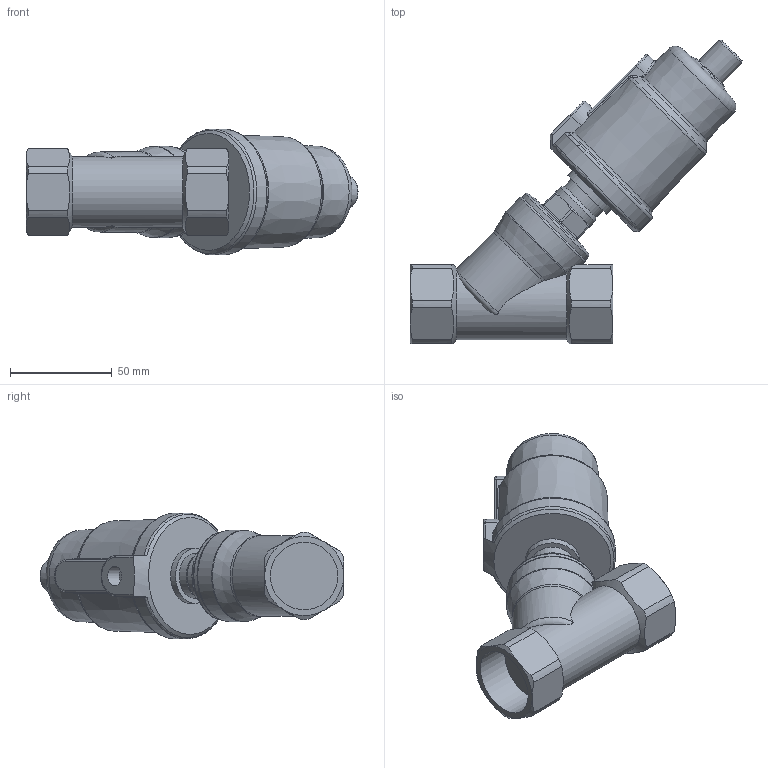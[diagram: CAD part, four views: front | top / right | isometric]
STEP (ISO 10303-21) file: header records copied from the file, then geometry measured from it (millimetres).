
FILE_DESCRIPTION(/* description */ ('Unknown','CAx-IF Rec.Pracs.---Representation and Presentation of Product Manufacturing Information (PMI)---4.0---2014-10-13','CAx-IF Rec.Pracs.---3D Tessellated Geometry---0.4---2014-09-14','2;1'),/* implementation_level */ '2;1');
FILE_NAME(/* name */ '9690-06',/* time_stamp */ '2024-01-19T08:45:00+01:00',/* author */ ('Unknown'),/* organization */ ('Unknown'),/* preprocessor_version */ 'ST-DEVELOPER v18.102',/* originating_system */ 'Solid Edge',/* authorisation */ 'Unknown');
FILE_SCHEMA (('AP242_MANAGED_MODEL_BASED_3D_ENGINEERING_MIM_LF { 1 0 10303 442 1 1 4 }'));
Length unit declared in the file: millimetre
Products named in the file (2): 9690-06_(8.690.025); 50DN25H25
Assembly tree (1 placements, depth 2):
  9690-06_(8.690.025)
    50DN25H25
Bounding box: 163.55 x 149.55 x 61.96 mm (x, y, z)
Surface area: 45352.8 mm2 (no closed solid volume)
Topology: 0 solids, 3 shells, 137 faces, 333 edges, 205 vertices
Faces by surface type: cylinder 47, plane 34, cone 23, torus 21, bspline 12
Full cylindrical faces by diameter (mm): 9.728 x1, 22 x1, 24 x1, 27 x1, 33.249 x1, 33.279 x1, 35 x1, 44 x1, 45 x1
Entity records: 4518 total; most frequent: CARTESIAN_POINT 1582, ORIENTED_EDGE 603, DIRECTION 553, EDGE_CURVE 303, AXIS2_PLACEMENT_3D 242, VERTEX_POINT 199, FACE_BOUND 167, EDGE_LOOP 166
